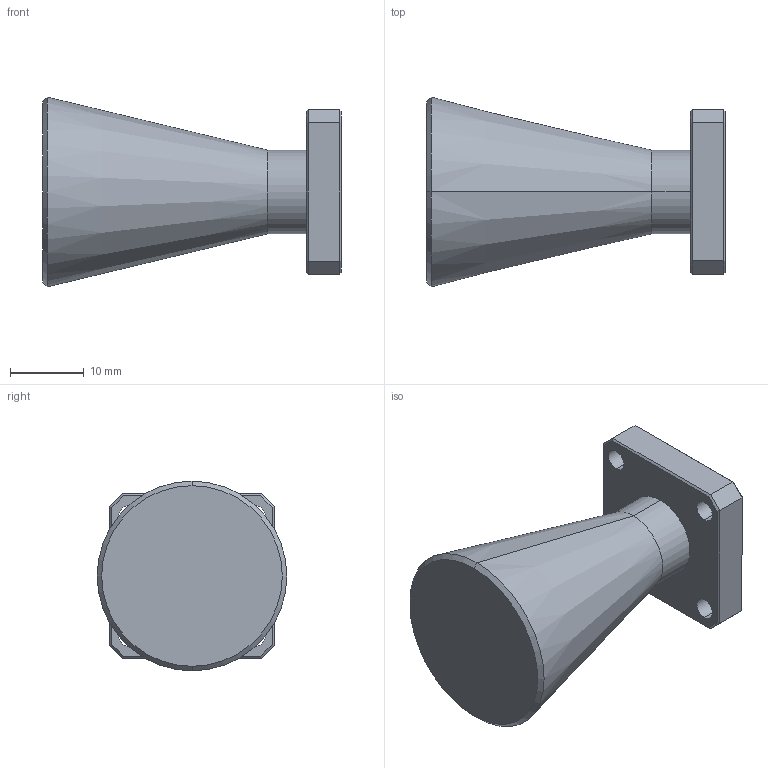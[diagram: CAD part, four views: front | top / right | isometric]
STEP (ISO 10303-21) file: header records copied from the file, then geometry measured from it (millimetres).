
FILE_DESCRIPTION (( 'STEP AP203' ), '1' );
FILE_NAME ('SAC-1533-328-S2.STEP', '2018-09-06T19:40:44', ( '' ), ( '' ), 'SwSTEP 2.0', 'SolidWorks 2016', '' );
FILE_SCHEMA (( 'CONFIG_CONTROL_DESIGN' ));
Length unit declared in the file: inch
Products named in the file (1): SAC-1533-328-S2
Bounding box: 40.64 x 25.79 x 25.79 mm (x, y, z)
Volume: 11594.7 mm3; surface area: 3927.2 mm2
Topology: 1 solids, 1 shells, 44 faces, 100 edges, 60 vertices
Faces by surface type: plane 28, cylinder 12, cone 4
Entity records: 1307 total; most frequent: DIRECTION 218, CARTESIAN_POINT 205, ORIENTED_EDGE 200, EDGE_CURVE 100, AXIS2_PLACEMENT_3D 73, LINE 72, VECTOR 72, VERTEX_POINT 60
